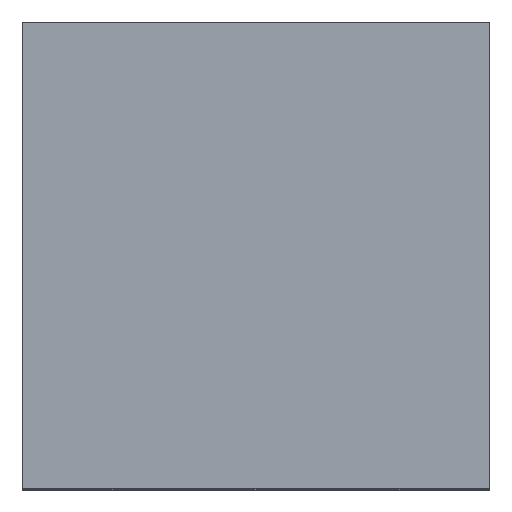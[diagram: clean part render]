
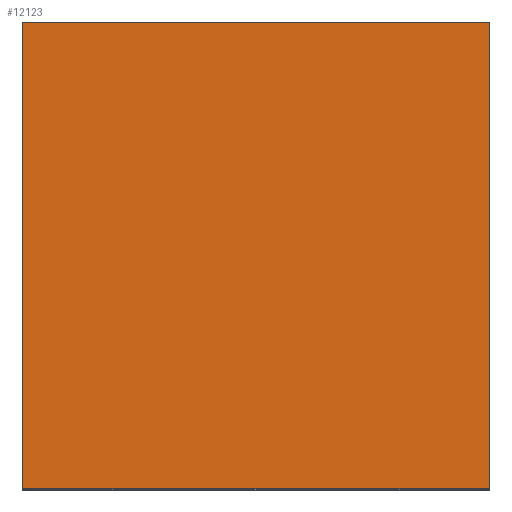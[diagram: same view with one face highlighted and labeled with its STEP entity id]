
A CAD part, top view. The second image highlights one B-rep face of the part: STEP entity #12123.
In plain terms, the highlighted face is planar.
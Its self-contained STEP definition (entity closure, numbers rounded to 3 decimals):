
#11772=DIRECTION('',(1.,0.,0.));
#11773=VECTOR('',#11772,99.8);
#11774=CARTESIAN_POINT('',(-49.9,1.7,50.));
#11775=LINE('',#11774,#11773);
#11780=DIRECTION('',(1.,0.,0.));
#11781=VECTOR('',#11780,99.8);
#11782=CARTESIAN_POINT('',(-49.9,1.7,-50.));
#11783=LINE('',#11782,#11781);
#11784=DIRECTION('',(0.,0.,1.));
#11785=VECTOR('',#11784,100.);
#11786=CARTESIAN_POINT('',(49.9,1.7,-50.));
#11787=LINE('',#11786,#11785);
#11792=DIRECTION('',(0.,0.,1.));
#11793=VECTOR('',#11792,100.);
#11794=CARTESIAN_POINT('',(-49.9,1.7,-50.));
#11795=LINE('',#11794,#11793);
#11956=CARTESIAN_POINT('',(49.9,1.7,-50.));
#11957=CARTESIAN_POINT('',(49.9,1.7,50.));
#11958=VERTEX_POINT('',#11956);
#11959=VERTEX_POINT('',#11957);
#11960=CARTESIAN_POINT('',(-49.9,1.7,-50.));
#11961=CARTESIAN_POINT('',(-49.9,1.7,50.));
#11962=VERTEX_POINT('',#11960);
#11963=VERTEX_POINT('',#11961);
#12111=CARTESIAN_POINT('',(-48.1,1.7,-50.));
#12112=DIRECTION('',(0.,1.,0.));
#12113=DIRECTION('',(-1.,0.,0.));
#12114=AXIS2_PLACEMENT_3D('',#12111,#12112,#12113);
#12115=PLANE('',#12114);
#12116=ORIENTED_EDGE('',*,*,#12093,.F.);
#12118=ORIENTED_EDGE('',*,*,#12117,.F.);
#12119=ORIENTED_EDGE('',*,*,#11997,.T.);
#12120=ORIENTED_EDGE('',*,*,#12106,.T.);
#12121=EDGE_LOOP('',(#12116,#12118,#12119,#12120));
#12122=FACE_OUTER_BOUND('',#12121,.F.);
#11997=EDGE_CURVE('',#11962,#11958,#11783,.T.);
#12093=EDGE_CURVE('',#11963,#11959,#11775,.T.);
#12106=EDGE_CURVE('',#11958,#11959,#11787,.T.);
#12117=EDGE_CURVE('',#11962,#11963,#11795,.T.);
#12123=ADVANCED_FACE('',(#12122),#12115,.T.);
